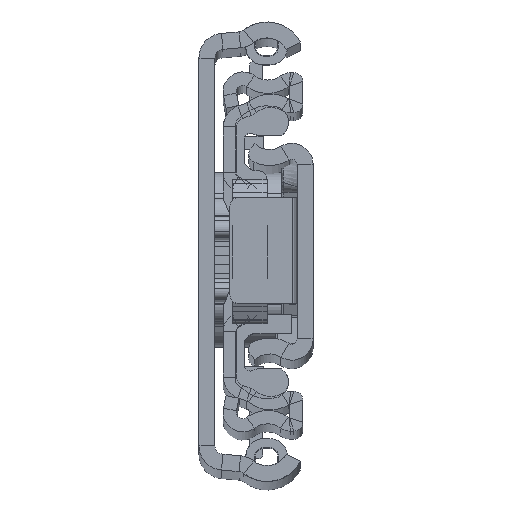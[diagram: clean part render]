
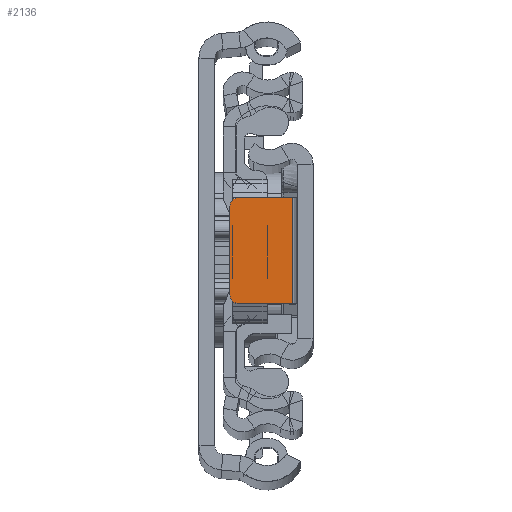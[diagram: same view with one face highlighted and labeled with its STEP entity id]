
A CAD part, top view. The second image highlights one B-rep face of the part: STEP entity #2136.
In plain terms, the highlighted planar face has unit normal (0, 0, 1).
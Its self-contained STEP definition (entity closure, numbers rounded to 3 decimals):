
#500 = VECTOR ( 'NONE', #15415, 1000. ) ;
#2136 = ADVANCED_FACE ( 'NONE', ( #20891 ), #10610, .T. ) ;
#2173 = VECTOR ( 'NONE', #12830, 1000. ) ;
#2255 = EDGE_CURVE ( 'NONE', #6881, #33841, #25870, .T. ) ;
#2412 = CARTESIAN_POINT ( 'NONE',  ( -9.4, 6.151, -6.8 ) ) ;
#2655 = VERTEX_POINT ( 'NONE', #30171 ) ;
#4450 = AXIS2_PLACEMENT_3D ( 'NONE', #12018, #22810, #7075 ) ;
#4491 = LINE ( 'NONE', #14912, #22314 ) ;
#5378 = VECTOR ( 'NONE', #6570, 1000. ) ;
#6207 = ORIENTED_EDGE ( 'NONE', *, *, #2255, .F. ) ;
#6570 = DIRECTION ( 'NONE',  ( 0., -1., 0. ) ) ;
#6881 = VERTEX_POINT ( 'NONE', #16226 ) ;
#7075 = DIRECTION ( 'NONE',  ( 1., 0., 0. ) ) ;
#7185 = ORIENTED_EDGE ( 'NONE', *, *, #27558, .F. ) ;
#7195 = ORIENTED_EDGE ( 'NONE', *, *, #12975, .T. ) ;
#9163 = CARTESIAN_POINT ( 'NONE',  ( -2.3, 6.151, -6.8 ) ) ;
#9456 = CARTESIAN_POINT ( 'NONE',  ( -2.3, 6.151, -6.8 ) ) ;
#9557 = CIRCLE ( 'NONE', #32537, 1. ) ;
#10117 = LINE ( 'NONE', #20393, #500 ) ;
#10486 = CARTESIAN_POINT ( 'NONE',  ( -8.4, 6.151, -6.8 ) ) ;
#10610 = PLANE ( 'NONE',  #14159 ) ;
#11284 = EDGE_CURVE ( 'NONE', #29151, #11818, #10117, .T. ) ;
#11818 = VERTEX_POINT ( 'NONE', #9163 ) ;
#12018 = CARTESIAN_POINT ( 'NONE',  ( -8.4, -4.849, -6.8 ) ) ;
#12830 = DIRECTION ( 'NONE',  ( 0., 1., 0. ) ) ;
#12975 = EDGE_CURVE ( 'NONE', #29151, #33841, #9557, .T. ) ;
#13395 = ORIENTED_EDGE ( 'NONE', *, *, #11284, .F. ) ;
#14159 = AXIS2_PLACEMENT_3D ( 'NONE', #26032, #31195, #21050 ) ;
#14912 = CARTESIAN_POINT ( 'NONE',  ( -9.4, -5.849, -6.8 ) ) ;
#15380 = CARTESIAN_POINT ( 'NONE',  ( -8.4, -5.849, -6.8 ) ) ;
#15415 = DIRECTION ( 'NONE',  ( 1., 0., 0. ) ) ;
#15871 = ORIENTED_EDGE ( 'NONE', *, *, #21129, .F. ) ;
#16146 = DIRECTION ( 'NONE',  ( 1., 0., 0. ) ) ;
#16226 = CARTESIAN_POINT ( 'NONE',  ( -9.4, -4.849, -6.8 ) ) ;
#18333 = EDGE_CURVE ( 'NONE', #6881, #33120, #31279, .T. ) ;
#19793 = ORIENTED_EDGE ( 'NONE', *, *, #18333, .T. ) ;
#20393 = CARTESIAN_POINT ( 'NONE',  ( -1.8, 6.151, -6.8 ) ) ;
#20891 = FACE_OUTER_BOUND ( 'NONE', #26910, .T. ) ;
#21050 = DIRECTION ( 'NONE',  ( 1., 0., 0. ) ) ;
#21129 = EDGE_CURVE ( 'NONE', #2655, #33120, #4491, .T. ) ;
#22314 = VECTOR ( 'NONE', #25382, 1000. ) ;
#22476 = LINE ( 'NONE', #9456, #5378 ) ;
#22810 = DIRECTION ( 'NONE',  ( 0., 0., 1. ) ) ;
#25382 = DIRECTION ( 'NONE',  ( -1., 0., 0. ) ) ;
#25870 = LINE ( 'NONE', #2412, #2173 ) ;
#26032 = CARTESIAN_POINT ( 'NONE',  ( 0., 0., -6.8 ) ) ;
#26910 = EDGE_LOOP ( 'NONE', ( #6207, #19793, #15871, #7185, #13395, #7195 ) ) ;
#27558 = EDGE_CURVE ( 'NONE', #11818, #2655, #22476, .T. ) ;
#28528 = CARTESIAN_POINT ( 'NONE',  ( -8.4, 5.151, -6.8 ) ) ;
#29151 = VERTEX_POINT ( 'NONE', #10486 ) ;
#29692 = DIRECTION ( 'NONE',  ( 0., 0., 1. ) ) ;
#30171 = CARTESIAN_POINT ( 'NONE',  ( -2.3, -5.849, -6.8 ) ) ;
#31195 = DIRECTION ( 'NONE',  ( 0., 0., 1. ) ) ;
#31279 = CIRCLE ( 'NONE', #4450, 1. ) ;
#32537 = AXIS2_PLACEMENT_3D ( 'NONE', #28528, #29692, #16146 ) ;
#32761 = CARTESIAN_POINT ( 'NONE',  ( -9.4, 5.151, -6.8 ) ) ;
#33120 = VERTEX_POINT ( 'NONE', #15380 ) ;
#33841 = VERTEX_POINT ( 'NONE', #32761 ) ;
